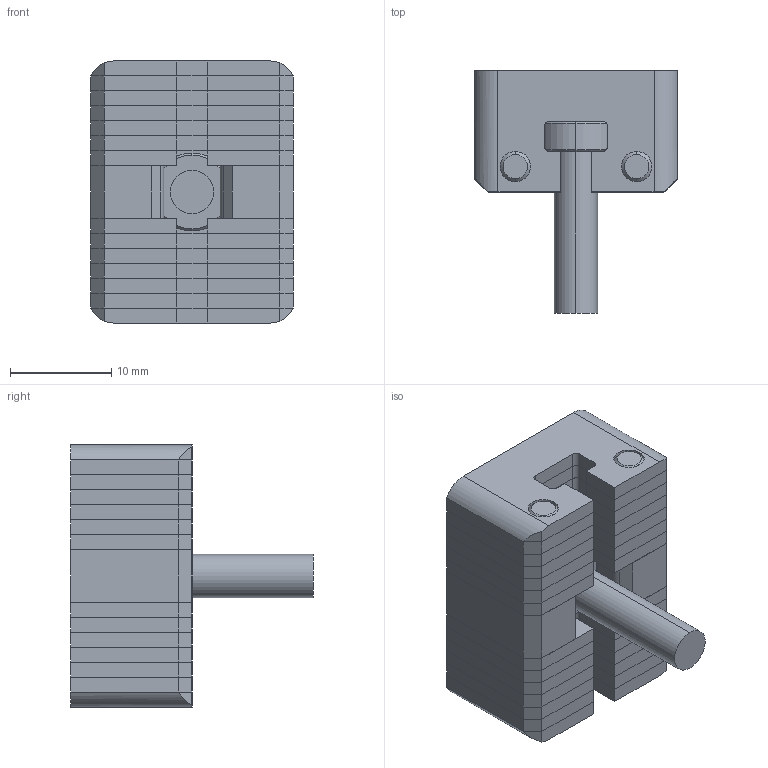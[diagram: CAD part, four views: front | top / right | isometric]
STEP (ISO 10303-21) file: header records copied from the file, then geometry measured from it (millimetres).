
FILE_DESCRIPTION (( 'STEP AP203' ), '1' );
FILE_NAME ('2994.STEP', '2025-06-03T06:41:10', ( '' ), ( '' ), 'SwSTEP 2.0', 'SolidWorks 2019', '' );
FILE_SCHEMA (( 'CONFIG_CONTROL_DESIGN' ));
Length unit declared in the file: millimetre
Products named in the file (6): 2994; Lamela_Radius 4a7ba2369d8ac5e42a481cf4326dbc79; Pin_20 4a7ba2369d8ac5e42a481cf4326dbc79; Bolt 4a7ba2369d8ac5e42a481cf4326dbc79; Lamellar_Gas_Vent_ISGL20C 4a7ba2369d8ac5e42a481cf4326dbc79; Lamela 4a7ba2369d8ac5e42a481cf4326dbc79
Assembly tree (16 placements, depth 2):
  2994
    Lamellar_Gas_Vent_ISGL20C 4a7ba2369d8ac5e42a481cf4326dbc79
    Bolt 4a7ba2369d8ac5e42a481cf4326dbc79
    Lamela 4a7ba2369d8ac5e42a481cf4326dbc79  x10
    Lamela_Radius 4a7ba2369d8ac5e42a481cf4326dbc79  x2
    Pin_20 4a7ba2369d8ac5e42a481cf4326dbc79  x2
Bounding box: 20 x 24 x 25.92 mm (x, y, z)
Volume: 5591.6 mm3; surface area: 9223.3 mm2
Topology: 18 solids, 18 shells, 390 faces, 1047 edges, 694 vertices
Faces by surface type: plane 243, cylinder 135, cone 12
Entity records: 4635 total; most frequent: DIRECTION 673, CARTESIAN_POINT 652, ORIENTED_EDGE 614, EDGE_CURVE 307, AXIS2_PLACEMENT_3D 231, LINE 211, VECTOR 211, VERTEX_POINT 202
